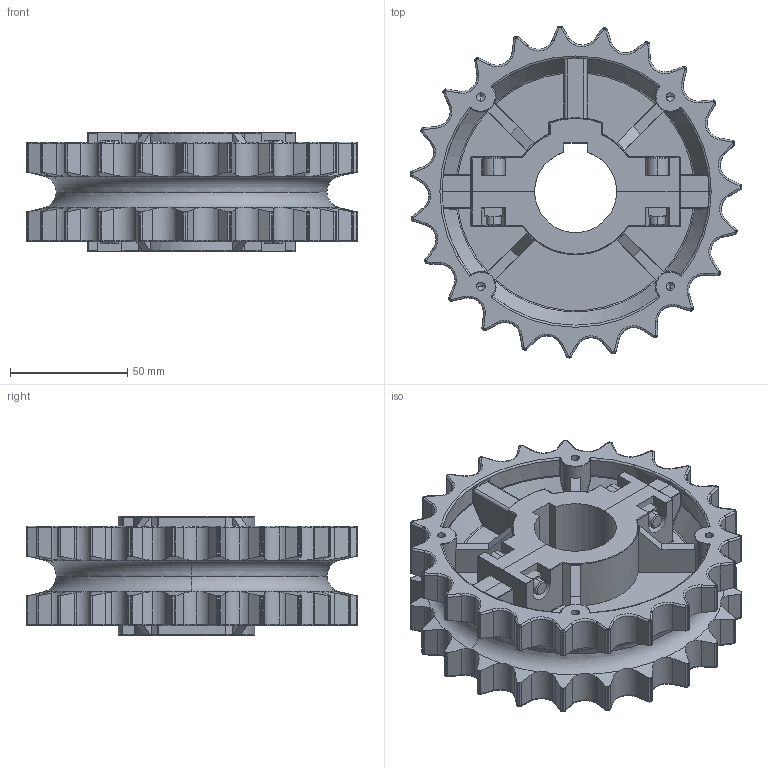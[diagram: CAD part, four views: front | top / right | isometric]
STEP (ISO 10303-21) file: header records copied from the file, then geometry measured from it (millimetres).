
FILE_DESCRIPTION (( 'STEP AP214' ), '1' );
FILE_NAME ('BCDACCA9-43BC-4FA5-8910-5D3DD87A31E8.STEP', '2024-04-04T12:23:39', ( '' ), ( '' ), 'SwSTEP 2.0', 'SolidWorks 2022', '' );
FILE_SCHEMA (( 'AUTOMOTIVE_DESIGN' ));
Length unit declared in the file: inch
Products named in the file (1): BCDACCA9-43BC-4FA5-8910-5D3DD87A31E8
Bounding box: 141.58 x 141.65 x 50.8 mm (x, y, z)
Volume: 327896.4 mm3; surface area: 90928.5 mm2
Topology: 9 solids, 9 shells, 1379 faces, 3410 edges, 1981 vertices
Faces by surface type: cylinder 521, plane 281, torus 210, bspline 132, sphere 126, cone 109
Entity records: 62162 total; most frequent: CARTESIAN_POINT 13495, ORIENTED_EDGE 6588, DIRECTION 6451, EDGE_CURVE 3294, AXIS2_PLACEMENT_3D 2648, VERTEX_POINT 1949, EDGE_LOOP 1413, CIRCLE 1400
